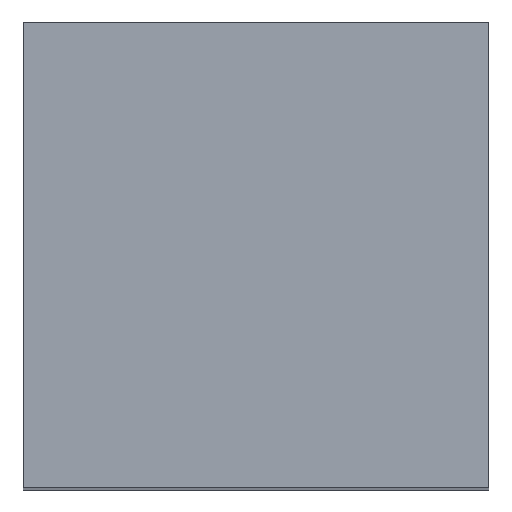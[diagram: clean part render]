
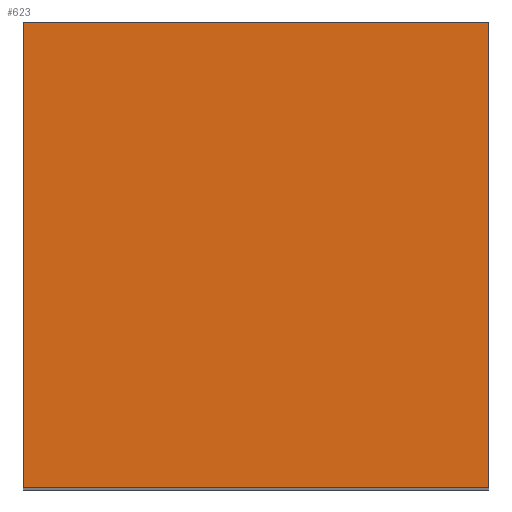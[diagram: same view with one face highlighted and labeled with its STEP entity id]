
A CAD part, top view. The second image highlights one B-rep face of the part: STEP entity #623.
In plain terms, the highlighted planar face has unit normal (0, 0, 1).
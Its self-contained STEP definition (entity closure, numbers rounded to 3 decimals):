
#57 = LINE ( 'NONE', #187, #147 ) ;
#63 = VERTEX_POINT ( 'NONE', #169 ) ;
#65 = CARTESIAN_POINT ( 'NONE',  ( 30., 0., 105. ) ) ;
#100 = VERTEX_POINT ( 'NONE', #604 ) ;
#106 = LINE ( 'NONE', #125, #835 ) ;
#113 = DIRECTION ( 'NONE',  ( 0., 0., -1. ) ) ;
#125 = CARTESIAN_POINT ( 'NONE',  ( 0., 0., 105. ) ) ;
#133 = VECTOR ( 'NONE', #216, 1000. ) ;
#143 = EDGE_LOOP ( 'NONE', ( #633, #411, #337, #742 ) ) ;
#145 = CARTESIAN_POINT ( 'NONE',  ( 0., 30., 105. ) ) ;
#147 = VECTOR ( 'NONE', #775, 1000. ) ;
#169 = CARTESIAN_POINT ( 'NONE',  ( 30., 30., 105. ) ) ;
#187 = CARTESIAN_POINT ( 'NONE',  ( 0., 0., 105. ) ) ;
#216 = DIRECTION ( 'NONE',  ( -1., 0., 0. ) ) ;
#254 = VERTEX_POINT ( 'NONE', #719 ) ;
#337 = ORIENTED_EDGE ( 'NONE', *, *, #801, .T. ) ;
#357 = LINE ( 'NONE', #65, #849 ) ;
#377 = AXIS2_PLACEMENT_3D ( 'NONE', #784, #113, #845 ) ;
#411 = ORIENTED_EDGE ( 'NONE', *, *, #640, .T. ) ;
#414 = PLANE ( 'NONE',  #377 ) ;
#495 = DIRECTION ( 'NONE',  ( 0., -1., 0. ) ) ;
#503 = DIRECTION ( 'NONE',  ( 0., 1., 0. ) ) ;
#556 = EDGE_CURVE ( 'NONE', #100, #727, #106, .T. ) ;
#604 = CARTESIAN_POINT ( 'NONE',  ( 0., 30., 105. ) ) ;
#623 = ADVANCED_FACE ( 'NONE', ( #713 ), #414, .F. ) ;
#633 = ORIENTED_EDGE ( 'NONE', *, *, #556, .T. ) ;
#640 = EDGE_CURVE ( 'NONE', #727, #254, #57, .T. ) ;
#713 = FACE_OUTER_BOUND ( 'NONE', #143, .T. ) ;
#719 = CARTESIAN_POINT ( 'NONE',  ( 30., 0., 105. ) ) ;
#727 = VERTEX_POINT ( 'NONE', #842 ) ;
#742 = ORIENTED_EDGE ( 'NONE', *, *, #831, .T. ) ;
#775 = DIRECTION ( 'NONE',  ( 1., 0., 0. ) ) ;
#784 = CARTESIAN_POINT ( 'NONE',  ( 0., 0., 105. ) ) ;
#798 = LINE ( 'NONE', #145, #133 ) ;
#801 = EDGE_CURVE ( 'NONE', #254, #63, #357, .T. ) ;
#831 = EDGE_CURVE ( 'NONE', #63, #100, #798, .T. ) ;
#835 = VECTOR ( 'NONE', #495, 1000. ) ;
#842 = CARTESIAN_POINT ( 'NONE',  ( 0., 0., 105. ) ) ;
#845 = DIRECTION ( 'NONE',  ( -1., 0., 0. ) ) ;
#849 = VECTOR ( 'NONE', #503, 1000. ) ;
